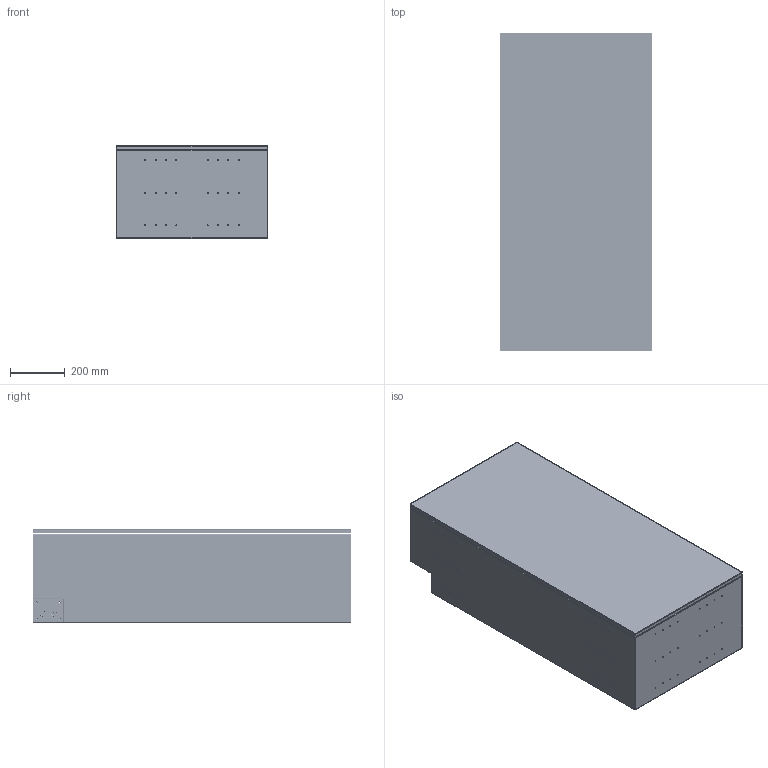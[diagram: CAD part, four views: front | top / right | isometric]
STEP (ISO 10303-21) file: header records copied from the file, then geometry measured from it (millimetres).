
FILE_DESCRIPTION (( 'STEP AP214' ), '1' );
FILE_NAME ('SUB_UTOPIA_CINEMA.STEP', '2025-04-17T13:59:26', ( '' ), ( '' ), 'SwSTEP 2.0', 'SolidWorks 2022', '' );
FILE_SCHEMA (( 'AUTOMOTIVE_DESIGN' ));
Length unit declared in the file: millimetre
Products named in the file (16): CAD_16440^SUB.STEP; CAD_11404^SUB.STEP; ELCT1019_IW_500_NEGATIVE_TERMINAL_PLUG_Défaut^CAD_ASM_1172_SUB.STEP; NEUTRIK_NL2MPXX^CAD_ASM_1172_SUB.STEP; HPCN1015_Défaut^HPFA1169_Défaut_SUB.STEP; SUB_UTOPIA_CINEMA; ELCT1018_IW_500_POSITIVE_TERMINAL_PLUG_Défaut^CAD_ASM_1172_SUB.STEP; CAD_ASM_1172^SUB.STEP; Base_saladier_13p_SA33A-2PEND_Défaut^HPFA1169_Défaut_SUB.STEP; Cone_13pouces-updt_202110420_Défaut^HPFA1169_Défaut_SUB.STEP; COVI3020_Défaut^SUB.STEP; flat head screw_am_B18.6.7M - M2.5 x 0.45 x 10 Type I Cross Recessed FHMS --10N^CAD_ASM_1172_SUB.STEP; HPFA1169_Défaut^SUB.STEP; CAD_114508^SUB.STEP; Base_HPSU1045_Défaut^HPFA1169_Défaut_SUB.STEP; plate_bornier^CAD_ASM_1172_SUB.STEP
Assembly tree (30 placements, depth 3):
  SUB_UTOPIA_CINEMA
    HPFA1169_Défaut^SUB.STEP  x2
      Base_saladier_13p_SA33A-2PEND_Défaut^HPFA1169_Défaut_SUB.STEP
      Base_HPSU1045_Défaut^HPFA1169_Défaut_SUB.STEP
      Cone_13pouces-updt_202110420_Défaut^HPFA1169_Défaut_SUB.STEP
      HPCN1015_Défaut^HPFA1169_Défaut_SUB.STEP
    CAD_ASM_1172^SUB.STEP  x2
      plate_bornier^CAD_ASM_1172_SUB.STEP
      ELCT1018_IW_500_POSITIVE_TERMINAL_PLUG_Défaut^CAD_ASM_1172_SUB.STEP
      ELCT1019_IW_500_NEGATIVE_TERMINAL_PLUG_Défaut^CAD_ASM_1172_SUB.STEP
      flat head screw_am_B18.6.7M - M2.5 x 0.45 x 10 Type I Cross Recessed FHMS --10N^CAD_ASM_1172_SUB.STEP
      NEUTRIK_NL2MPXX^CAD_ASM_1172_SUB.STEP
    CAD_114508^SUB.STEP
    CAD_11404^SUB.STEP
    COVI3020_Défaut^SUB.STEP
    CAD_16440^SUB.STEP  x10
Bounding box: 555 x 1165 x 342 mm (x, y, z)
Volume: 52795578.1 mm3; surface area: 6536265.5 mm2
Topology: 79 solids, 95 shells, 7207 faces, 17586 edges, 10654 vertices
Faces by surface type: plane 2098, cylinder 1775, bspline 1596, cone 602, torus 576, sphere 560
Entity records: 108031 total; most frequent: CARTESIAN_POINT 52051, ORIENTED_EDGE 12597, DIRECTION 9341, EDGE_CURVE 6318, AXIS2_PLACEMENT_3D 4014, VERTEX_POINT 3918, EDGE_LOOP 3064, B_SPLINE_CURVE_WITH_KNOTS 3001
